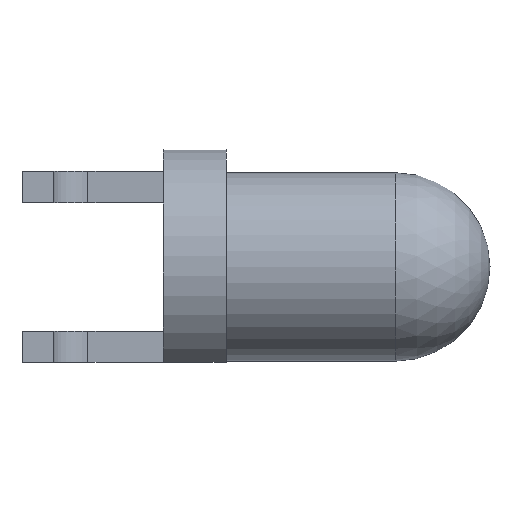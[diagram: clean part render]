
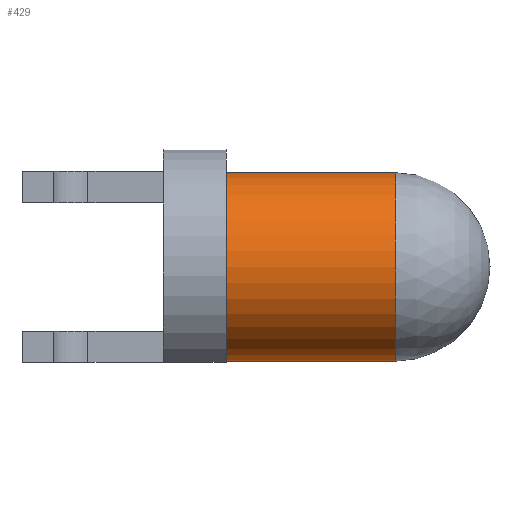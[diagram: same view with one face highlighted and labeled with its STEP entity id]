
A CAD part, front view. The second image highlights one B-rep face of the part: STEP entity #429.
In plain terms, the highlighted cylindrical face has radius 1.5 mm (diameter 3 mm), a full revolution.
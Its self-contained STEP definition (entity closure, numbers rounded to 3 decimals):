
#21=CYLINDRICAL_SURFACE('',#475,1.5);
#28=CIRCLE('',#470,1.5);
#29=CIRCLE('',#471,1.5);
#31=CIRCLE('',#476,1.5);
#32=CIRCLE('',#477,1.5);
#46=FACE_OUTER_BOUND('',#73,.T.);
#73=EDGE_LOOP('',(#300,#301,#302,#303,#304,#305));
#99=LINE('',#661,#144);
#144=VECTOR('',#536,1.5);
#189=VERTEX_POINT('',#649);
#190=VERTEX_POINT('',#650);
#191=VERTEX_POINT('',#657);
#192=VERTEX_POINT('',#658);
#231=EDGE_CURVE('',#189,#190,#28,.T.);
#232=EDGE_CURVE('',#190,#189,#29,.T.);
#234=EDGE_CURVE('',#191,#192,#31,.T.);
#235=EDGE_CURVE('',#192,#191,#32,.T.);
#236=EDGE_CURVE('',#192,#190,#99,.T.);
#300=ORIENTED_EDGE('',*,*,#234,.F.);
#301=ORIENTED_EDGE('',*,*,#235,.F.);
#302=ORIENTED_EDGE('',*,*,#236,.T.);
#303=ORIENTED_EDGE('',*,*,#232,.T.);
#304=ORIENTED_EDGE('',*,*,#231,.T.);
#305=ORIENTED_EDGE('',*,*,#236,.F.);
#429=ADVANCED_FACE('',(#46),#21,.T.);
#470=AXIS2_PLACEMENT_3D('',#651,#520,#521);
#471=AXIS2_PLACEMENT_3D('',#652,#522,#523);
#475=AXIS2_PLACEMENT_3D('',#656,#530,#531);
#476=AXIS2_PLACEMENT_3D('',#659,#532,#533);
#477=AXIS2_PLACEMENT_3D('',#660,#534,#535);
#520=DIRECTION('center_axis',(1.,0.,0.));
#521=DIRECTION('ref_axis',(0.,0.,-1.));
#522=DIRECTION('center_axis',(1.,0.,0.));
#523=DIRECTION('ref_axis',(0.,0.,-1.));
#530=DIRECTION('center_axis',(1.,0.,0.));
#531=DIRECTION('ref_axis',(0.,1.,0.));
#532=DIRECTION('center_axis',(1.,0.,0.));
#533=DIRECTION('ref_axis',(0.,0.,-1.));
#534=DIRECTION('center_axis',(1.,0.,0.));
#535=DIRECTION('ref_axis',(0.,0.,-1.));
#536=DIRECTION('',(-1.,0.,0.));
#649=CARTESIAN_POINT('',(1.,1.5,0.));
#650=CARTESIAN_POINT('',(1.,-1.5,0.));
#651=CARTESIAN_POINT('Origin',(1.,0.,0.));
#652=CARTESIAN_POINT('Origin',(1.,0.,0.));
#656=CARTESIAN_POINT('Origin',(2.35,0.,0.));
#657=CARTESIAN_POINT('',(3.7,1.5,0.));
#658=CARTESIAN_POINT('',(3.7,-1.5,0.));
#659=CARTESIAN_POINT('Origin',(3.7,0.,0.));
#660=CARTESIAN_POINT('Origin',(3.7,0.,0.));
#661=CARTESIAN_POINT('',(2.35,-1.5,0.));
